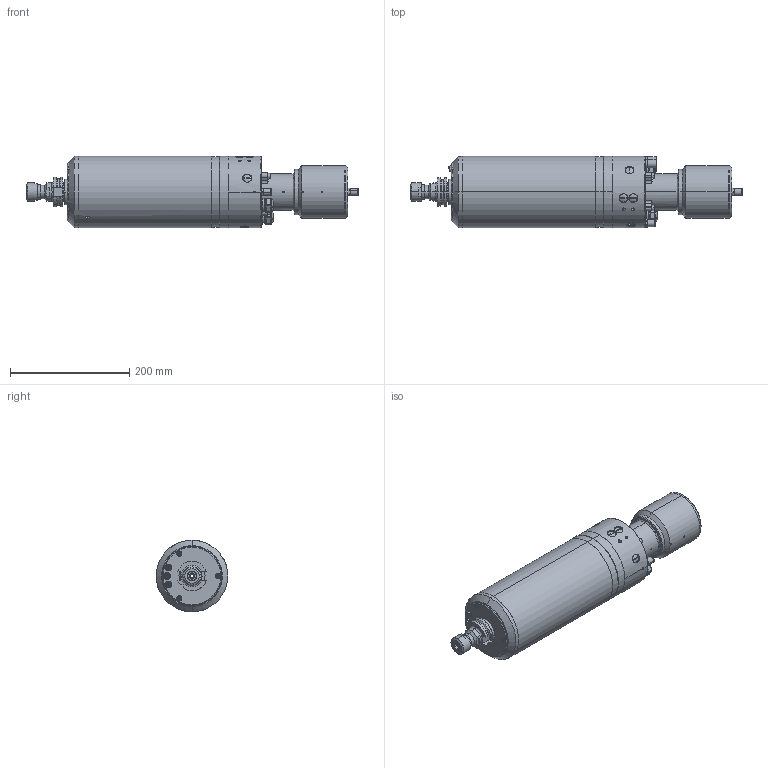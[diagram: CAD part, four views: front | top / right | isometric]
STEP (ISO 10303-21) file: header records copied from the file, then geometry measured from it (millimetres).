
FILE_DESCRIPTION (( 'STEP AP203' ), '1' );
FILE_NAME ('120A24BP-00-.STEP', '2012-09-26T10:02:12', ( '' ), ( '' ), 'SwSTEP 2.0', 'SolidWorks 2012', '' );
FILE_SCHEMA (( 'CONFIG_CONTROL_DESIGN' ));
Length unit declared in the file: millimetre
Products named in the file (1): 120A24BP-00-
Bounding box: 556.59 x 120 x 120 mm (x, y, z)
Surface area: 255516.7 mm2 (no closed solid volume)
Topology: 0 solids, 89 shells, 767 faces, 2427 edges, 1719 vertices
Faces by surface type: cylinder 302, plane 293, cone 110, torus 47, sphere 14, bspline 1
Entity records: 29018 total; most frequent: CARTESIAN_POINT 7100, DIRECTION 4954, ORIENTED_EDGE 3800, EDGE_CURVE 2405, AXIS2_PLACEMENT_3D 1942, VERTEX_POINT 1713, CIRCLE 1175, LINE 1070
